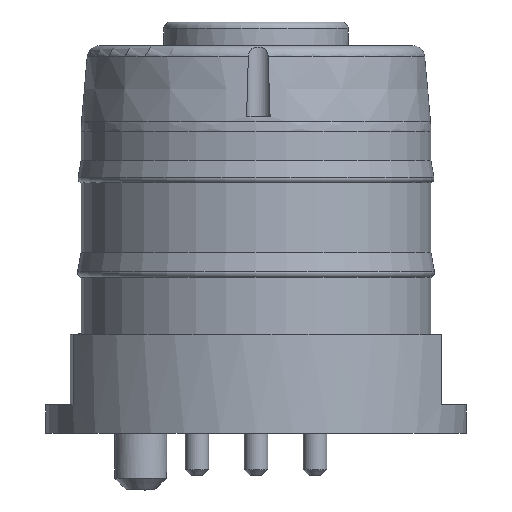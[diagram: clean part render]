
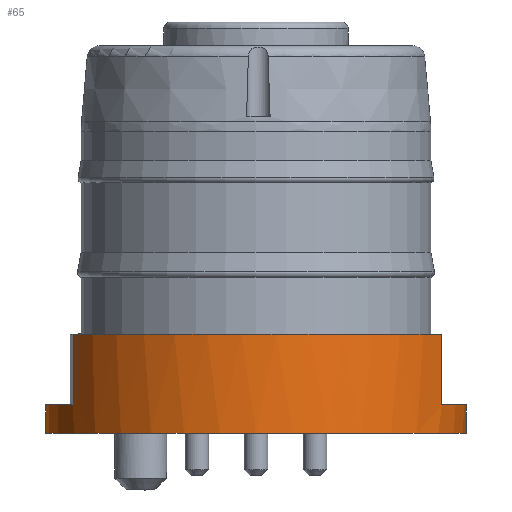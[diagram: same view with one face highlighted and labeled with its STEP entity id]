
A CAD part, left-side view. The second image highlights one B-rep face of the part: STEP entity #65.
In plain terms, the highlighted cylindrical face has radius 8.9 mm (diameter 17.8 mm), a full revolution.
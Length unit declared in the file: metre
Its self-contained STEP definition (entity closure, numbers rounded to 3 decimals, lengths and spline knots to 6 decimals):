
#65 = ADVANCED_FACE( '', ( #251, #252 ), #253, .T. );
#251 = FACE_OUTER_BOUND( '', #927, .T. );
#252 = FACE_OUTER_BOUND( '', #928, .T. );
#253 = CYLINDRICAL_SURFACE( '', #929, 0.0089 );
#927 = EDGE_LOOP( '', ( #2168, #2169, #2170, #2171, #2172, #2173, #2174, #2175, #2176, #2177, #2178, #2179 ) );
#928 = EDGE_LOOP( '', ( #2180 ) );
#929 = AXIS2_PLACEMENT_3D( '', #2181, #2182, #2183 );
#2168 = ORIENTED_EDGE( '', *, *, #3186, .F. );
#2169 = ORIENTED_EDGE( '', *, *, #3187, .F. );
#2170 = ORIENTED_EDGE( '', *, *, #3174, .F. );
#2171 = ORIENTED_EDGE( '', *, *, #3188, .T. );
#2172 = ORIENTED_EDGE( '', *, *, #3189, .F. );
#2173 = ORIENTED_EDGE( '', *, *, #3178, .F. );
#2174 = ORIENTED_EDGE( '', *, *, #3171, .F. );
#2175 = ORIENTED_EDGE( '', *, *, #3180, .T. );
#2176 = ORIENTED_EDGE( '', *, *, #3190, .F. );
#2177 = ORIENTED_EDGE( '', *, *, #3191, .F. );
#2178 = ORIENTED_EDGE( '', *, *, #3128, .F. );
#2179 = ORIENTED_EDGE( '', *, *, #3192, .T. );
#2180 = ORIENTED_EDGE( '', *, *, #3193, .T. );
#2181 = CARTESIAN_POINT( '', ( 0.045782, -0.051647, -0.01585 ) );
#2182 = DIRECTION( '', ( 0., 0., -1. ) );
#2183 = DIRECTION( '', ( 1., 0., 0. ) );
#3128 = EDGE_CURVE( '', #3453, #3454, #3456, .T. );
#3171 = EDGE_CURVE( '', #3538, #3539, #3540, .T. );
#3174 = EDGE_CURVE( '', #3542, #3543, #3545, .T. );
#3178 = EDGE_CURVE( '', #3539, #3552, #3553, .T. );
#3180 = EDGE_CURVE( '', #3538, #3554, #3556, .T. );
#3186 = EDGE_CURVE( '', #3567, #3568, #3569, .T. );
#3187 = EDGE_CURVE( '', #3543, #3567, #3570, .T. );
#3188 = EDGE_CURVE( '', #3542, #3571, #3572, .T. );
#3189 = EDGE_CURVE( '', #3552, #3571, #3573, .T. );
#3190 = EDGE_CURVE( '', #3574, #3554, #3575, .T. );
#3191 = EDGE_CURVE( '', #3454, #3574, #3576, .T. );
#3192 = EDGE_CURVE( '', #3453, #3568, #3577, .T. );
#3193 = EDGE_CURVE( '', #3578, #3578, #3579, .T. );
#3453 = VERTEX_POINT( '', #4005 );
#3454 = VERTEX_POINT( '', #4006 );
#3456 = CIRCLE( '', #4009, 0.0089 );
#3538 = VERTEX_POINT( '', #5161 );
#3539 = VERTEX_POINT( '', #5162 );
#3540 = CIRCLE( '', #5163, 0.0089 );
#3542 = VERTEX_POINT( '', #5166 );
#3543 = VERTEX_POINT( '', #5167 );
#3545 = CIRCLE( '', #5170, 0.0089 );
#3552 = VERTEX_POINT( '', #5177 );
#3553 = LINE( '', #5178, #5179 );
#3554 = VERTEX_POINT( '', #5180 );
#3556 = LINE( '', #5183, #5184 );
#3567 = VERTEX_POINT( '', #5195 );
#3568 = VERTEX_POINT( '', #5196 );
#3569 = CIRCLE( '', #5197, 0.0089 );
#3570 = LINE( '', #5198, #5199 );
#3571 = VERTEX_POINT( '', #5200 );
#3572 = LINE( '', #5201, #5202 );
#3573 = CIRCLE( '', #5203, 0.0089 );
#3574 = VERTEX_POINT( '', #5204 );
#3575 = CIRCLE( '', #5205, 0.0089 );
#3576 = LINE( '', #5206, #5207 );
#3577 = LINE( '', #5208, #5209 );
#3578 = VERTEX_POINT( '', #5210 );
#3579 = CIRCLE( '', #5211, 0.0089 );
#4005 = CARTESIAN_POINT( '', ( 0.0416, -0.059504, -0.0258 ) );
#4006 = CARTESIAN_POINT( '', ( 0.050172, -0.059389, -0.0258 ) );
#4009 = AXIS2_PLACEMENT_3D( '', #9617, #9618, #9619 );
#5161 = CARTESIAN_POINT( '', ( 0.053638, -0.055829, -0.0258 ) );
#5162 = CARTESIAN_POINT( '', ( 0.053524, -0.047258, -0.0258 ) );
#5163 = AXIS2_PLACEMENT_3D( '', #9675, #9676, #9677 );
#5166 = CARTESIAN_POINT( '', ( 0.049963, -0.043791, -0.0258 ) );
#5167 = CARTESIAN_POINT( '', ( 0.041392, -0.043905, -0.0258 ) );
#5170 = AXIS2_PLACEMENT_3D( '', #9680, #9681, #9682 );
#5177 = CARTESIAN_POINT( '', ( 0.053524, -0.047258, -0.0228 ) );
#5178 = CARTESIAN_POINT( '', ( 0.053524, -0.047258, -0.01585 ) );
#5179 = VECTOR( '', #9692, 1. );
#5180 = CARTESIAN_POINT( '', ( 0.053638, -0.055829, -0.0228 ) );
#5183 = CARTESIAN_POINT( '', ( 0.053638, -0.055829, -0.01585 ) );
#5184 = VECTOR( '', #9694, 1. );
#5195 = CARTESIAN_POINT( '', ( 0.041392, -0.043905, -0.0228 ) );
#5196 = CARTESIAN_POINT( '', ( 0.0416, -0.059504, -0.0228 ) );
#5197 = AXIS2_PLACEMENT_3D( '', #9710, #9711, #9712 );
#5198 = CARTESIAN_POINT( '', ( 0.041392, -0.043905, -0.01585 ) );
#5199 = VECTOR( '', #9713, 1. );
#5200 = CARTESIAN_POINT( '', ( 0.049963, -0.043791, -0.0228 ) );
#5201 = CARTESIAN_POINT( '', ( 0.049963, -0.043791, -0.01585 ) );
#5202 = VECTOR( '', #9714, 1. );
#5203 = AXIS2_PLACEMENT_3D( '', #9715, #9716, #9717 );
#5204 = CARTESIAN_POINT( '', ( 0.050172, -0.059389, -0.0228 ) );
#5205 = AXIS2_PLACEMENT_3D( '', #9718, #9719, #9720 );
#5206 = CARTESIAN_POINT( '', ( 0.050172, -0.059389, -0.01585 ) );
#5207 = VECTOR( '', #9721, 1. );
#5208 = CARTESIAN_POINT( '', ( 0.0416, -0.059504, -0.01585 ) );
#5209 = VECTOR( '', #9722, 1. );
#5210 = CARTESIAN_POINT( '', ( 0.054682, -0.051647, -0.027 ) );
#5211 = AXIS2_PLACEMENT_3D( '', #9723, #9724, #9725 );
#9617 = CARTESIAN_POINT( '', ( 0.045782, -0.051647, -0.0258 ) );
#9618 = DIRECTION( '', ( 0., 0., 1. ) );
#9619 = DIRECTION( '', ( 1., 0., 0. ) );
#9675 = CARTESIAN_POINT( '', ( 0.045782, -0.051647, -0.0258 ) );
#9676 = DIRECTION( '', ( 0., 0., 1. ) );
#9677 = DIRECTION( '', ( 1., 0., 0. ) );
#9680 = CARTESIAN_POINT( '', ( 0.045782, -0.051647, -0.0258 ) );
#9681 = DIRECTION( '', ( 0., 0., 1. ) );
#9682 = DIRECTION( '', ( 1., 0., 0. ) );
#9692 = DIRECTION( '', ( 0., 0., 1. ) );
#9694 = DIRECTION( '', ( 0., 0., 1. ) );
#9710 = CARTESIAN_POINT( '', ( 0.045782, -0.051647, -0.0228 ) );
#9711 = DIRECTION( '', ( 0., 0., 1. ) );
#9712 = DIRECTION( '', ( 1., 0., 0. ) );
#9713 = DIRECTION( '', ( 0., 0., 1. ) );
#9714 = DIRECTION( '', ( 0., 0., 1. ) );
#9715 = CARTESIAN_POINT( '', ( 0.045782, -0.051647, -0.0228 ) );
#9716 = DIRECTION( '', ( 0., 0., 1. ) );
#9717 = DIRECTION( '', ( 1., 0., 0. ) );
#9718 = CARTESIAN_POINT( '', ( 0.045782, -0.051647, -0.0228 ) );
#9719 = DIRECTION( '', ( 0., 0., 1. ) );
#9720 = DIRECTION( '', ( 1., 0., 0. ) );
#9721 = DIRECTION( '', ( 0., 0., 1. ) );
#9722 = DIRECTION( '', ( 0., 0., 1. ) );
#9723 = CARTESIAN_POINT( '', ( 0.045782, -0.051647, -0.027 ) );
#9724 = DIRECTION( '', ( 0., 0., 1. ) );
#9725 = DIRECTION( '', ( 1., 0., 0. ) );
